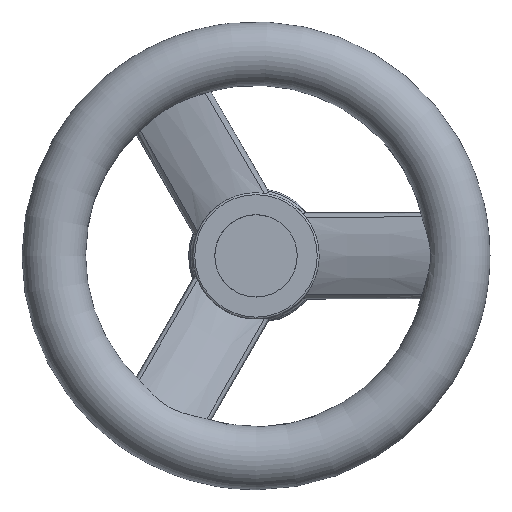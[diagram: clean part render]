
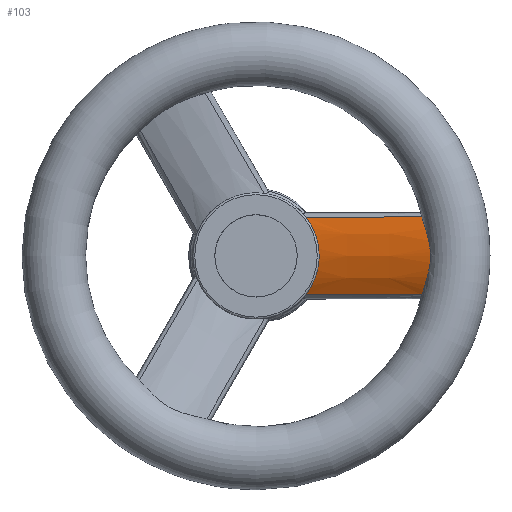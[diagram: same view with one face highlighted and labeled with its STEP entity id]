
A CAD part, top view. The second image highlights one B-rep face of the part: STEP entity #103.
In plain terms, the highlighted free-form (B-spline) face has degree [3, 3] with [10, 4] control points.
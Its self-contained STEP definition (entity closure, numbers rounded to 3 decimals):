
#103 = ADVANCED_FACE( '', ( #202 ), #203, .T. );
#202 = FACE_OUTER_BOUND( '', #702, .T. );
#203 = B_SPLINE_SURFACE_WITH_KNOTS( '', 3, 3, ( ( #703, #704, #705, #706 ), ( #707, #708, #709, #710 ), ( #711, #712, #713, #714 ), ( #715, #716, #717, #718 ), ( #719, #720, #721, #722 ), ( #723, #724, #725, #726 ), ( #727, #728, #729, #730 ), ( #731, #732, #733, #734 ), ( #735, #736, #737, #738 ), ( #739, #740, #741, #742 ) ), .UNSPECIFIED., .F., .F., .F., ( 4, 2, 2, 2, 4 ), ( 4, 4 ), ( 0., 0.25, 0.5, 0.75, 1. ), ( 0., 1. ), .UNSPECIFIED. );
#702 = EDGE_LOOP( '', ( #1118, #1119, #1120, #1121 ) );
#703 = CARTESIAN_POINT( '', ( 51.648, -11.5, 43. ) );
#704 = CARTESIAN_POINT( '', ( 37.265, -11.5, 38.333 ) );
#705 = CARTESIAN_POINT( '', ( 22.883, -11.5, 33.667 ) );
#706 = CARTESIAN_POINT( '', ( 8.5, -11.5, 29. ) );
#707 = CARTESIAN_POINT( '', ( 51.648, -9.791, 44.082 ) );
#708 = CARTESIAN_POINT( '', ( 37.265, -9.774, 39.367 ) );
#709 = CARTESIAN_POINT( '', ( 22.883, -9.756, 34.652 ) );
#710 = CARTESIAN_POINT( '', ( 8.5, -9.738, 29.937 ) );
#711 = CARTESIAN_POINT( '', ( 51.648, -7.929, 44.921 ) );
#712 = CARTESIAN_POINT( '', ( 37.265, -7.907, 40.166 ) );
#713 = CARTESIAN_POINT( '', ( 22.883, -7.884, 35.411 ) );
#714 = CARTESIAN_POINT( '', ( 8.5, -7.862, 30.657 ) );
#715 = CARTESIAN_POINT( '', ( 51.648, -4.044, 46.047 ) );
#716 = CARTESIAN_POINT( '', ( 37.265, -4.026, 41.239 ) );
#717 = CARTESIAN_POINT( '', ( 22.883, -4.008, 36.43 ) );
#718 = CARTESIAN_POINT( '', ( 8.5, -3.99, 31.622 ) );
#719 = CARTESIAN_POINT( '', ( 51.648, -2.022, 46.334 ) );
#720 = CARTESIAN_POINT( '', ( 37.265, -2.013, 41.512 ) );
#721 = CARTESIAN_POINT( '', ( 22.883, -2.004, 36.689 ) );
#722 = CARTESIAN_POINT( '', ( 8.5, -1.995, 31.867 ) );
#723 = CARTESIAN_POINT( '', ( 51.648, 2.022, 46.334 ) );
#724 = CARTESIAN_POINT( '', ( 37.265, 2.013, 41.512 ) );
#725 = CARTESIAN_POINT( '', ( 22.883, 2.004, 36.689 ) );
#726 = CARTESIAN_POINT( '', ( 8.5, 1.995, 31.867 ) );
#727 = CARTESIAN_POINT( '', ( 51.648, 4.044, 46.047 ) );
#728 = CARTESIAN_POINT( '', ( 37.265, 4.026, 41.239 ) );
#729 = CARTESIAN_POINT( '', ( 22.883, 4.008, 36.43 ) );
#730 = CARTESIAN_POINT( '', ( 8.5, 3.99, 31.622 ) );
#731 = CARTESIAN_POINT( '', ( 51.648, 7.929, 44.921 ) );
#732 = CARTESIAN_POINT( '', ( 37.265, 7.907, 40.166 ) );
#733 = CARTESIAN_POINT( '', ( 22.883, 7.884, 35.411 ) );
#734 = CARTESIAN_POINT( '', ( 8.5, 7.862, 30.657 ) );
#735 = CARTESIAN_POINT( '', ( 51.648, 9.791, 44.082 ) );
#736 = CARTESIAN_POINT( '', ( 37.265, 9.774, 39.367 ) );
#737 = CARTESIAN_POINT( '', ( 22.883, 9.756, 34.652 ) );
#738 = CARTESIAN_POINT( '', ( 8.5, 9.738, 29.937 ) );
#739 = CARTESIAN_POINT( '', ( 51.648, 11.5, 43. ) );
#740 = CARTESIAN_POINT( '', ( 37.265, 11.5, 38.333 ) );
#741 = CARTESIAN_POINT( '', ( 22.883, 11.5, 33.667 ) );
#742 = CARTESIAN_POINT( '', ( 8.5, 11.5, 29. ) );
#1118 = ORIENTED_EDGE( '', *, *, #1517, .F. );
#1119 = ORIENTED_EDGE( '', *, *, #1485, .T. );
#1120 = ORIENTED_EDGE( '', *, *, #1518, .F. );
#1121 = ORIENTED_EDGE( '', *, *, #1519, .T. );
#1485 = EDGE_CURVE( '', #1711, #1719, #1721, .T. );
#1517 = EDGE_CURVE( '', #1711, #1777, #1778, .T. );
#1518 = EDGE_CURVE( '', #1779, #1719, #1780, .T. );
#1519 = EDGE_CURVE( '', #1779, #1777, #1781, .T. );
#1711 = VERTEX_POINT( '', #2749 );
#1719 = VERTEX_POINT( '', #2842 );
#1721 = B_SPLINE_CURVE_WITH_KNOTS( '', 3, ( #2848, #2849, #2850, #2851 ), .UNSPECIFIED., .F., .F., ( 4, 4 ), ( 0., 0.033 ), .UNSPECIFIED. );
#1777 = VERTEX_POINT( '', #3175 );
#1778 = B_SPLINE_CURVE_WITH_KNOTS( '', 3, ( #3176, #3177, #3178, #3179, #3180, #3181, #3182, #3183, #3184, #3185, #3186, #3187, #3188, #3189, #3190, #3191, #3192, #3193, #3194, #3195, #3196, #3197, #3198, #3199, #3200, #3201 ), .UNSPECIFIED., .F., .F., ( 4, 2, 2, 2, 2, 2, 2, 2, 2, 2, 2, 2, 4 ), ( 0.001, 0.004, 0.007, 0.008, 0.01, 0.013, 0.013, 0.014, 0.015, 0.017, 0.018, 0.021, 0.024 ), .UNSPECIFIED. );
#1779 = VERTEX_POINT( '', #3202 );
#1780 = B_SPLINE_CURVE_WITH_KNOTS( '', 3, ( #3203, #3204, #3205, #3206, #3207, #3208, #3209, #3210, #3211, #3212, #3213, #3214, #3215, #3216, #3217, #3218, #3219, #3220, #3221, #3222, #3223, #3224, #3225, #3226 ), .UNSPECIFIED., .F., .F., ( 4, 2, 2, 2, 2, 2, 2, 2, 2, 2, 2, 4 ), ( 0.001, 0.004, 0.005, 0.006, 0.009, 0.011, 0.012, 0.014, 0.015, 0.018, 0.021, 0.024 ), .UNSPECIFIED. );
#1781 = B_SPLINE_CURVE_WITH_KNOTS( '', 3, ( #3227, #3228, #3229, #3230 ), .UNSPECIFIED., .F., .F., ( 4, 4 ), ( 0., 0.033 ), .UNSPECIFIED. );
#2749 = CARTESIAN_POINT( '', ( 44.327, 10.412, 41.252 ) );
#2842 = CARTESIAN_POINT( '', ( 13.319, 10.321, 31.162 ) );
#2848 = CARTESIAN_POINT( '', ( 44.327, 10.412, 41.252 ) );
#2849 = CARTESIAN_POINT( '', ( 33.991, 10.382, 37.89 ) );
#2850 = CARTESIAN_POINT( '', ( 23.655, 10.351, 34.527 ) );
#2851 = CARTESIAN_POINT( '', ( 13.319, 10.321, 31.162 ) );
#3175 = CARTESIAN_POINT( '', ( 44.327, -10.412, 41.252 ) );
#3176 = CARTESIAN_POINT( '', ( 44.327, 10.412, 41.252 ) );
#3177 = CARTESIAN_POINT( '', ( 44.554, 9.637, 41.743 ) );
#3178 = CARTESIAN_POINT( '', ( 44.802, 8.848, 42.191 ) );
#3179 = CARTESIAN_POINT( '', ( 45.299, 7.226, 42.996 ) );
#3180 = CARTESIAN_POINT( '', ( 45.548, 6.394, 43.352 ) );
#3181 = CARTESIAN_POINT( '', ( 45.887, 5.096, 43.805 ) );
#3182 = CARTESIAN_POINT( '', ( 45.994, 4.655, 43.941 ) );
#3183 = CARTESIAN_POINT( '', ( 46.188, 3.752, 44.183 ) );
#3184 = CARTESIAN_POINT( '', ( 46.275, 3.293, 44.287 ) );
#3185 = CARTESIAN_POINT( '', ( 46.489, 1.91, 44.54 ) );
#3186 = CARTESIAN_POINT( '', ( 46.571, 0.973, 44.631 ) );
#3187 = CARTESIAN_POINT( '', ( 46.572, -0.222, 44.632 ) );
#3188 = CARTESIAN_POINT( '', ( 46.567, -0.463, 44.627 ) );
#3189 = CARTESIAN_POINT( '', ( 46.548, -0.939, 44.605 ) );
#3190 = CARTESIAN_POINT( '', ( 46.534, -1.176, 44.589 ) );
#3191 = CARTESIAN_POINT( '', ( 46.477, -1.883, 44.524 ) );
#3192 = CARTESIAN_POINT( '', ( 46.421, -2.348, 44.459 ) );
#3193 = CARTESIAN_POINT( '', ( 46.279, -3.269, 44.293 ) );
#3194 = CARTESIAN_POINT( '', ( 46.194, -3.724, 44.19 ) );
#3195 = CARTESIAN_POINT( '', ( 46.001, -4.627, 43.95 ) );
#3196 = CARTESIAN_POINT( '', ( 45.893, -5.073, 43.812 ) );
#3197 = CARTESIAN_POINT( '', ( 45.553, -6.379, 43.359 ) );
#3198 = CARTESIAN_POINT( '', ( 45.302, -7.215, 43.001 ) );
#3199 = CARTESIAN_POINT( '', ( 44.803, -8.844, 42.194 ) );
#3200 = CARTESIAN_POINT( '', ( 44.554, -9.635, 41.745 ) );
#3201 = CARTESIAN_POINT( '', ( 44.327, -10.412, 41.252 ) );
#3202 = CARTESIAN_POINT( '', ( 13.319, -10.321, 31.162 ) );
#3203 = CARTESIAN_POINT( '', ( 13.319, -10.321, 31.162 ) );
#3204 = CARTESIAN_POINT( '', ( 13.842, -9.646, 31.653 ) );
#3205 = CARTESIAN_POINT( '', ( 14.319, -8.926, 32.114 ) );
#3206 = CARTESIAN_POINT( '', ( 14.961, -7.765, 32.745 ) );
#3207 = CARTESIAN_POINT( '', ( 15.162, -7.365, 32.945 ) );
#3208 = CARTESIAN_POINT( '', ( 15.538, -6.534, 33.322 ) );
#3209 = CARTESIAN_POINT( '', ( 15.712, -6.104, 33.498 ) );
#3210 = CARTESIAN_POINT( '', ( 16.181, -4.791, 33.974 ) );
#3211 = CARTESIAN_POINT( '', ( 16.426, -3.878, 34.227 ) );
#3212 = CARTESIAN_POINT( '', ( 16.679, -2.442, 34.488 ) );
#3213 = CARTESIAN_POINT( '', ( 16.744, -1.953, 34.555 ) );
#3214 = CARTESIAN_POINT( '', ( 16.829, -0.981, 34.644 ) );
#3215 = CARTESIAN_POINT( '', ( 16.85, -0.494, 34.666 ) );
#3216 = CARTESIAN_POINT( '', ( 16.85, 0.482, 34.667 ) );
#3217 = CARTESIAN_POINT( '', ( 16.829, 0.97, 34.645 ) );
#3218 = CARTESIAN_POINT( '', ( 16.744, 1.949, 34.556 ) );
#3219 = CARTESIAN_POINT( '', ( 16.68, 2.438, 34.489 ) );
#3220 = CARTESIAN_POINT( '', ( 16.428, 3.869, 34.229 ) );
#3221 = CARTESIAN_POINT( '', ( 16.184, 4.785, 33.976 ) );
#3222 = CARTESIAN_POINT( '', ( 15.552, 6.552, 33.335 ) );
#3223 = CARTESIAN_POINT( '', ( 15.176, 7.374, 32.957 ) );
#3224 = CARTESIAN_POINT( '', ( 14.323, 8.919, 32.118 ) );
#3225 = CARTESIAN_POINT( '', ( 13.844, 9.643, 31.655 ) );
#3226 = CARTESIAN_POINT( '', ( 13.319, 10.321, 31.162 ) );
#3227 = CARTESIAN_POINT( '', ( 13.319, -10.321, 31.162 ) );
#3228 = CARTESIAN_POINT( '', ( 23.655, -10.351, 34.527 ) );
#3229 = CARTESIAN_POINT( '', ( 33.991, -10.382, 37.89 ) );
#3230 = CARTESIAN_POINT( '', ( 44.327, -10.412, 41.252 ) );
